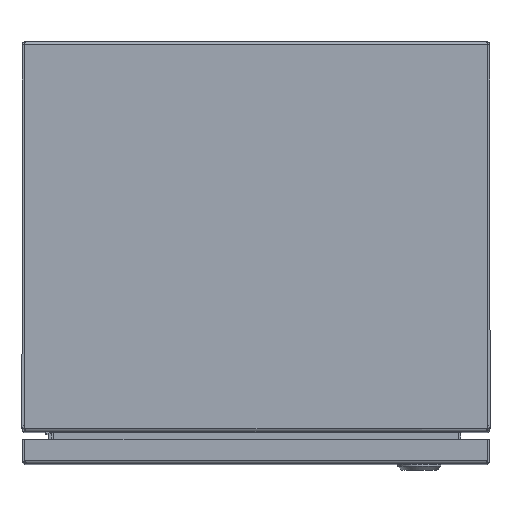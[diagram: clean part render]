
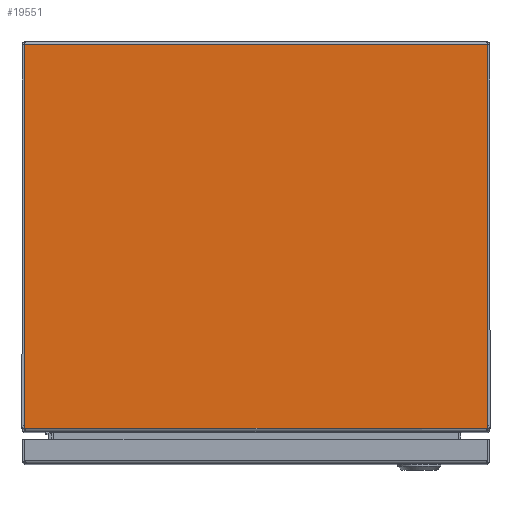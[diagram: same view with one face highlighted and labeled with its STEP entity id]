
A CAD part, top view. The second image highlights one B-rep face of the part: STEP entity #19551.
In plain terms, the highlighted planar face has unit normal (0, 0, 1).
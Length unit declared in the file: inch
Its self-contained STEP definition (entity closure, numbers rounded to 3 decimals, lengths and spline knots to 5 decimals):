
#455 = ORIENTED_EDGE ( 'NONE', *, *, #16477, .F. ) ;
#484 = CARTESIAN_POINT ( 'NONE',  ( -5.69289, -9.85258, 8. ) ) ;
#884 = ORIENTED_EDGE ( 'NONE', *, *, #18460, .F. ) ;
#1315 = DIRECTION ( 'NONE',  ( 1., 0., 0. ) ) ;
#1508 = ORIENTED_EDGE ( 'NONE', *, *, #7838, .F. ) ;
#1682 = CARTESIAN_POINT ( 'NONE',  ( 5.93523, -9.914, 8. ) ) ;
#1917 = DIRECTION ( 'NONE',  ( 0., 0., -1. ) ) ;
#2090 = CARTESIAN_POINT ( 'NONE',  ( 41.4415, -9.914, 8. ) ) ;
#2299 = CARTESIAN_POINT ( 'NONE',  ( 41.4415, -0.057, 8. ) ) ;
#2532 = EDGE_LOOP ( 'NONE', ( #1508, #2642, #11239, #455, #884, #9854 ) ) ;
#2642 = ORIENTED_EDGE ( 'NONE', *, *, #19518, .F. ) ;
#3110 = VECTOR ( 'NONE', #1315, 39.37008 ) ;
#3465 = DIRECTION ( 'NONE',  ( 0., 0., -1. ) ) ;
#3883 = DIRECTION ( 'NONE',  ( 0., 1., 0. ) ) ;
#3944 = PLANE ( 'NONE',  #19902 ) ;
#4484 = DIRECTION ( 'NONE',  ( 0., 0., -1. ) ) ;
#4530 = VERTEX_POINT ( 'NONE', #16050 ) ;
#5350 = DIRECTION ( 'NONE',  ( -1., 0., 0. ) ) ;
#5654 = VECTOR ( 'NONE', #9764, 39.37008 ) ;
#6098 = CARTESIAN_POINT ( 'NONE',  ( -5.914, -0.086, 8. ) ) ;
#6808 = VERTEX_POINT ( 'NONE', #17539 ) ;
#6941 = VERTEX_POINT ( 'NONE', #1682 ) ;
#7838 = EDGE_CURVE ( 'NONE', #4530, #11618, #14403, .T. ) ;
#8462 = AXIS2_PLACEMENT_3D ( 'NONE', #484, #1917, #3883 ) ;
#8774 = EDGE_CURVE ( 'NONE', #6808, #6941, #21441, .T. ) ;
#8953 = VERTEX_POINT ( 'NONE', #12079 ) ;
#8978 = VECTOR ( 'NONE', #16859, 39.37008 ) ;
#9434 = EDGE_CURVE ( 'NONE', #11618, #12573, #11397, .T. ) ;
#9764 = DIRECTION ( 'NONE',  ( 0., 1., 0. ) ) ;
#9854 = ORIENTED_EDGE ( 'NONE', *, *, #9434, .F. ) ;
#10126 = DIRECTION ( 'NONE',  ( 0., 1., 0. ) ) ;
#10576 = AXIS2_PLACEMENT_3D ( 'NONE', #13295, #3465, #10126 ) ;
#10714 = FACE_OUTER_BOUND ( 'NONE', #2532, .T. ) ;
#11239 = ORIENTED_EDGE ( 'NONE', *, *, #8774, .F. ) ;
#11397 = LINE ( 'NONE', #18075, #5654 ) ;
#11618 = VERTEX_POINT ( 'NONE', #15151 ) ;
#12079 = CARTESIAN_POINT ( 'NONE',  ( 5.94289, -0.086, 8. ) ) ;
#12573 = VERTEX_POINT ( 'NONE', #14042 ) ;
#13295 = CARTESIAN_POINT ( 'NONE',  ( 5.69289, -9.85258, 8. ) ) ;
#14042 = CARTESIAN_POINT ( 'NONE',  ( -5.94289, -0.086, 8. ) ) ;
#14403 = CIRCLE ( 'NONE', #8462, 0.25 ) ;
#15151 = CARTESIAN_POINT ( 'NONE',  ( -5.94289, -9.85258, 8. ) ) ;
#16050 = CARTESIAN_POINT ( 'NONE',  ( -5.93523, -9.914, 8. ) ) ;
#16477 = EDGE_CURVE ( 'NONE', #8953, #6808, #20477, .T. ) ;
#16859 = DIRECTION ( 'NONE',  ( 0., -1., 0. ) ) ;
#17081 = CARTESIAN_POINT ( 'NONE',  ( 5.94289, -0.057, 8. ) ) ;
#17086 = VECTOR ( 'NONE', #5350, 39.37008 ) ;
#17539 = CARTESIAN_POINT ( 'NONE',  ( 5.94289, -9.85258, 8. ) ) ;
#18075 = CARTESIAN_POINT ( 'NONE',  ( -5.94289, -0.057, 8. ) ) ;
#18460 = EDGE_CURVE ( 'NONE', #12573, #8953, #20997, .T. ) ;
#19518 = EDGE_CURVE ( 'NONE', #6941, #4530, #20354, .T. ) ;
#19551 = ADVANCED_FACE ( 'NONE', ( #10714 ), #3944, .F. ) ;
#19584 = DIRECTION ( 'NONE',  ( 0., 1., 0. ) ) ;
#19902 = AXIS2_PLACEMENT_3D ( 'NONE', #2299, #4484, #19584 ) ;
#20354 = LINE ( 'NONE', #2090, #17086 ) ;
#20477 = LINE ( 'NONE', #17081, #8978 ) ;
#20997 = LINE ( 'NONE', #6098, #3110 ) ;
#21441 = CIRCLE ( 'NONE', #10576, 0.25 ) ;
